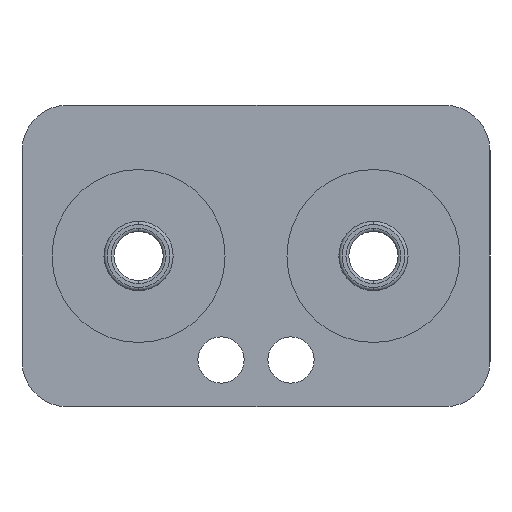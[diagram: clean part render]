
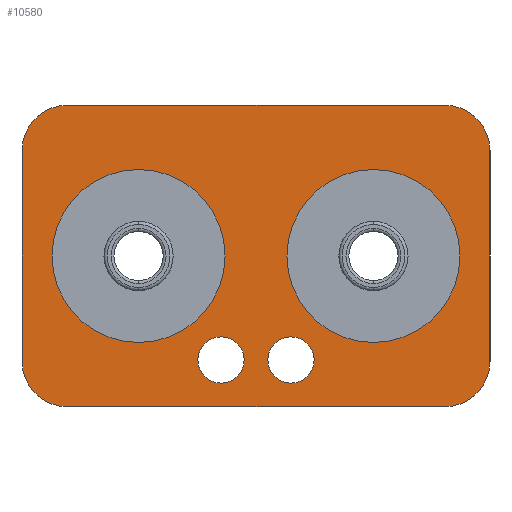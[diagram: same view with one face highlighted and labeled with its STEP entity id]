
A CAD part, left-side view. The second image highlights one B-rep face of the part: STEP entity #10580.
In plain terms, the highlighted planar face has unit normal (-1, 0, 0).
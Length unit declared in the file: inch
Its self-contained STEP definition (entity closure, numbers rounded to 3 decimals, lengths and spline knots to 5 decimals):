
#150 = CIRCLE ( 'NONE', #15395, 0.05 ) ;
#440 = DIRECTION ( 'NONE',  ( 0., 0., 1. ) ) ;
#497 = DIRECTION ( 'NONE',  ( 1., 0., 0. ) ) ;
#556 = CIRCLE ( 'NONE', #10090, 0.18701 ) ;
#561 = DIRECTION ( 'NONE',  ( -1., 0., 0. ) ) ;
#684 = CARTESIAN_POINT ( 'NONE',  ( -2.14508, -0.40748, 0.22756 ) ) ;
#948 = FACE_BOUND ( 'NONE', #2299, .T. ) ;
#1090 = EDGE_CURVE ( 'NONE', #17091, #15165, #10087, .T. ) ;
#1266 = LINE ( 'NONE', #19290, #9979 ) ;
#1323 = CARTESIAN_POINT ( 'NONE',  ( -2.14508, -0.25394, -0.18701 ) ) ;
#1640 = DIRECTION ( 'NONE',  ( -1., 0., 0. ) ) ;
#1702 = EDGE_LOOP ( 'NONE', ( #3318, #8424 ) ) ;
#2011 = EDGE_LOOP ( 'NONE', ( #8928, #10005 ) ) ;
#2210 = DIRECTION ( 'NONE',  ( 0., 0., 1. ) ) ;
#2223 = DIRECTION ( 'NONE',  ( -1., 0., 0. ) ) ;
#2299 = EDGE_LOOP ( 'NONE', ( #18887, #4587 ) ) ;
#2382 = VERTEX_POINT ( 'NONE', #20373 ) ;
#2573 = CIRCLE ( 'NONE', #15905, 0.09843 ) ;
#2800 = DIRECTION ( 'NONE',  ( 1., 0., 0. ) ) ;
#3201 = DIRECTION ( 'NONE',  ( -1., 0., 0. ) ) ;
#3307 = DIRECTION ( 'NONE',  ( 0., 0., -1. ) ) ;
#3318 = ORIENTED_EDGE ( 'NONE', *, *, #7189, .F. ) ;
#3405 = VERTEX_POINT ( 'NONE', #18652 ) ;
#3456 = AXIS2_PLACEMENT_3D ( 'NONE', #14700, #9628, #11356 ) ;
#3547 = CARTESIAN_POINT ( 'NONE',  ( -2.14508, 0.50591, -0.22756 ) ) ;
#3585 = CARTESIAN_POINT ( 'NONE',  ( -2.14508, -0.40748, 0.32598 ) ) ;
#4274 = VERTEX_POINT ( 'NONE', #5546 ) ;
#4323 = ORIENTED_EDGE ( 'NONE', *, *, #1090, .T. ) ;
#4587 = ORIENTED_EDGE ( 'NONE', *, *, #14155, .T. ) ;
#4747 = CARTESIAN_POINT ( 'NONE',  ( -2.14508, 0.07559, -0.2248 ) ) ;
#4749 = CARTESIAN_POINT ( 'NONE',  ( -2.14508, 0.50591, 0.32598 ) ) ;
#4910 = DIRECTION ( 'NONE',  ( -1., 0., 0. ) ) ;
#5385 = ORIENTED_EDGE ( 'NONE', *, *, #6899, .T. ) ;
#5546 = CARTESIAN_POINT ( 'NONE',  ( -2.14508, -0.25394, 0.18701 ) ) ;
#5788 = DIRECTION ( 'NONE',  ( -1., 0., 0. ) ) ;
#5818 = CARTESIAN_POINT ( 'NONE',  ( -2.14508, -0.07559, -0.2748 ) ) ;
#5894 = VERTEX_POINT ( 'NONE', #15268 ) ;
#6041 = DIRECTION ( 'NONE',  ( 0., 0., -1. ) ) ;
#6432 = PLANE ( 'NONE',  #3456 ) ;
#6507 = CARTESIAN_POINT ( 'NONE',  ( -2.14508, 0.07559, -0.2748 ) ) ;
#6579 = CARTESIAN_POINT ( 'NONE',  ( -2.14508, -0.25394, 0. ) ) ;
#6899 = EDGE_CURVE ( 'NONE', #19442, #9376, #15934, .T. ) ;
#7032 = AXIS2_PLACEMENT_3D ( 'NONE', #10237, #497, #8555 ) ;
#7149 = VERTEX_POINT ( 'NONE', #1323 ) ;
#7189 = EDGE_CURVE ( 'NONE', #7149, #4274, #556, .T. ) ;
#7253 = DIRECTION ( 'NONE',  ( 0., -1., 0. ) ) ;
#7312 = DIRECTION ( 'NONE',  ( 0., 0., 1. ) ) ;
#7806 = AXIS2_PLACEMENT_3D ( 'NONE', #20289, #18525, #7312 ) ;
#7877 = VECTOR ( 'NONE', #12765, 39.37008 ) ;
#8066 = ORIENTED_EDGE ( 'NONE', *, *, #9455, .F. ) ;
#8105 = CIRCLE ( 'NONE', #7032, 0.18701 ) ;
#8304 = DIRECTION ( 'NONE',  ( 0., 0., 1. ) ) ;
#8421 = CARTESIAN_POINT ( 'NONE',  ( -2.14508, -0.07559, -0.2248 ) ) ;
#8424 = ORIENTED_EDGE ( 'NONE', *, *, #15687, .F. ) ;
#8555 = DIRECTION ( 'NONE',  ( 0., 0., 1. ) ) ;
#8615 = CIRCLE ( 'NONE', #10327, 0.05 ) ;
#8757 = LINE ( 'NONE', #4749, #15432 ) ;
#8902 = EDGE_CURVE ( 'NONE', #17091, #2382, #1266, .T. ) ;
#8928 = ORIENTED_EDGE ( 'NONE', *, *, #15293, .F. ) ;
#9302 = CARTESIAN_POINT ( 'NONE',  ( -2.14508, 0.25394, 0.18701 ) ) ;
#9376 = VERTEX_POINT ( 'NONE', #18244 ) ;
#9455 = EDGE_CURVE ( 'NONE', #17301, #5894, #14540, .T. ) ;
#9628 = DIRECTION ( 'NONE',  ( -1., 0., 0. ) ) ;
#9874 = VERTEX_POINT ( 'NONE', #9302 ) ;
#9979 = VECTOR ( 'NONE', #6041, 39.37008 ) ;
#10005 = ORIENTED_EDGE ( 'NONE', *, *, #18698, .F. ) ;
#10087 = CIRCLE ( 'NONE', #10802, 0.09843 ) ;
#10090 = AXIS2_PLACEMENT_3D ( 'NONE', #21158, #3201, #20942 ) ;
#10237 = CARTESIAN_POINT ( 'NONE',  ( -2.14508, 0.25394, 0. ) ) ;
#10310 = CARTESIAN_POINT ( 'NONE',  ( -2.14508, -0.07559, -0.2248 ) ) ;
#10327 = AXIS2_PLACEMENT_3D ( 'NONE', #10310, #2223, #15082 ) ;
#10353 = VERTEX_POINT ( 'NONE', #13794 ) ;
#10552 = AXIS2_PLACEMENT_3D ( 'NONE', #8421, #1640, #3307 ) ;
#10580 = ADVANCED_FACE ( 'NONE', ( #19366, #17881, #948, #13532, #15032 ), #6432, .T. ) ;
#10667 = ORIENTED_EDGE ( 'NONE', *, *, #8902, .F. ) ;
#10679 = AXIS2_PLACEMENT_3D ( 'NONE', #14295, #2800, #14230 ) ;
#10802 = AXIS2_PLACEMENT_3D ( 'NONE', #684, #5788, #17213 ) ;
#10924 = EDGE_CURVE ( 'NONE', #3405, #19442, #11218, .T. ) ;
#11218 = LINE ( 'NONE', #15994, #7877 ) ;
#11356 = DIRECTION ( 'NONE',  ( 0., 0., 1. ) ) ;
#11920 = AXIS2_PLACEMENT_3D ( 'NONE', #6579, #18077, #19831 ) ;
#12175 = CARTESIAN_POINT ( 'NONE',  ( -2.14508, -0.40748, -0.22756 ) ) ;
#12416 = EDGE_LOOP ( 'NONE', ( #12944, #8066 ) ) ;
#12433 = ORIENTED_EDGE ( 'NONE', *, *, #16590, .T. ) ;
#12765 = DIRECTION ( 'NONE',  ( 0., 0., -1. ) ) ;
#12944 = ORIENTED_EDGE ( 'NONE', *, *, #19708, .F. ) ;
#12963 = VERTEX_POINT ( 'NONE', #17642 ) ;
#13109 = CIRCLE ( 'NONE', #10679, 0.18701 ) ;
#13381 = ORIENTED_EDGE ( 'NONE', *, *, #18181, .T. ) ;
#13430 = CARTESIAN_POINT ( 'NONE',  ( -2.14508, 0.40748, -0.22756 ) ) ;
#13532 = FACE_BOUND ( 'NONE', #1702, .T. ) ;
#13776 = EDGE_CURVE ( 'NONE', #20358, #15165, #8757, .T. ) ;
#13794 = CARTESIAN_POINT ( 'NONE',  ( -2.14508, 0.25394, -0.18701 ) ) ;
#14155 = EDGE_CURVE ( 'NONE', #10353, #9874, #13109, .T. ) ;
#14230 = DIRECTION ( 'NONE',  ( 0., 0., 1. ) ) ;
#14276 = VECTOR ( 'NONE', #7253, 39.37008 ) ;
#14295 = CARTESIAN_POINT ( 'NONE',  ( -2.14508, 0.25394, 0. ) ) ;
#14540 = CIRCLE ( 'NONE', #21028, 0.05 ) ;
#14700 = CARTESIAN_POINT ( 'NONE',  ( -2.14508, 0.50591, 0. ) ) ;
#14703 = VERTEX_POINT ( 'NONE', #5818 ) ;
#14738 = DIRECTION ( 'NONE',  ( 0., -1., 0. ) ) ;
#15032 = FACE_BOUND ( 'NONE', #2011, .T. ) ;
#15082 = DIRECTION ( 'NONE',  ( 0., 0., -1. ) ) ;
#15151 = AXIS2_PLACEMENT_3D ( 'NONE', #13430, #561, #2210 ) ;
#15165 = VERTEX_POINT ( 'NONE', #3585 ) ;
#15268 = CARTESIAN_POINT ( 'NONE',  ( -2.14508, 0.07559, -0.1748 ) ) ;
#15293 = EDGE_CURVE ( 'NONE', #14703, #16706, #20975, .T. ) ;
#15395 = AXIS2_PLACEMENT_3D ( 'NONE', #4747, #16115, #20849 ) ;
#15432 = VECTOR ( 'NONE', #14738, 39.37008 ) ;
#15628 = CIRCLE ( 'NONE', #7806, 0.09843 ) ;
#15687 = EDGE_CURVE ( 'NONE', #4274, #7149, #20459, .T. ) ;
#15747 = CARTESIAN_POINT ( 'NONE',  ( -2.14508, 0.40748, 0.32598 ) ) ;
#15829 = EDGE_LOOP ( 'NONE', ( #19018, #5385, #13381, #12433, #10667, #4323, #16777, #20844 ) ) ;
#15875 = CARTESIAN_POINT ( 'NONE',  ( -2.14508, -0.50591, 0.22756 ) ) ;
#15905 = AXIS2_PLACEMENT_3D ( 'NONE', #12175, #17115, #440 ) ;
#15934 = CIRCLE ( 'NONE', #15151, 0.09843 ) ;
#15994 = CARTESIAN_POINT ( 'NONE',  ( -2.14508, 0.50591, 0. ) ) ;
#16115 = DIRECTION ( 'NONE',  ( -1., 0., 0. ) ) ;
#16343 = CARTESIAN_POINT ( 'NONE',  ( -2.14508, 0.07559, -0.2248 ) ) ;
#16509 = EDGE_CURVE ( 'NONE', #20358, #3405, #15628, .T. ) ;
#16590 = EDGE_CURVE ( 'NONE', #12963, #2382, #2573, .T. ) ;
#16706 = VERTEX_POINT ( 'NONE', #19156 ) ;
#16777 = ORIENTED_EDGE ( 'NONE', *, *, #13776, .F. ) ;
#17091 = VERTEX_POINT ( 'NONE', #15875 ) ;
#17115 = DIRECTION ( 'NONE',  ( -1., 0., 0. ) ) ;
#17213 = DIRECTION ( 'NONE',  ( 0., 0., 1. ) ) ;
#17301 = VERTEX_POINT ( 'NONE', #6507 ) ;
#17642 = CARTESIAN_POINT ( 'NONE',  ( -2.14508, -0.40748, -0.32598 ) ) ;
#17881 = FACE_BOUND ( 'NONE', #12416, .T. ) ;
#18077 = DIRECTION ( 'NONE',  ( -1., 0., 0. ) ) ;
#18181 = EDGE_CURVE ( 'NONE', #9376, #12963, #20379, .T. ) ;
#18244 = CARTESIAN_POINT ( 'NONE',  ( -2.14508, 0.40748, -0.32598 ) ) ;
#18525 = DIRECTION ( 'NONE',  ( -1., 0., 0. ) ) ;
#18652 = CARTESIAN_POINT ( 'NONE',  ( -2.14508, 0.50591, 0.22756 ) ) ;
#18698 = EDGE_CURVE ( 'NONE', #16706, #14703, #8615, .T. ) ;
#18736 = EDGE_CURVE ( 'NONE', #9874, #10353, #8105, .T. ) ;
#18746 = CARTESIAN_POINT ( 'NONE',  ( -2.14508, 0.50591, -0.32598 ) ) ;
#18887 = ORIENTED_EDGE ( 'NONE', *, *, #18736, .T. ) ;
#19018 = ORIENTED_EDGE ( 'NONE', *, *, #10924, .T. ) ;
#19156 = CARTESIAN_POINT ( 'NONE',  ( -2.14508, -0.07559, -0.1748 ) ) ;
#19290 = CARTESIAN_POINT ( 'NONE',  ( -2.14508, -0.50591, 0. ) ) ;
#19366 = FACE_OUTER_BOUND ( 'NONE', #15829, .T. ) ;
#19442 = VERTEX_POINT ( 'NONE', #3547 ) ;
#19708 = EDGE_CURVE ( 'NONE', #5894, #17301, #150, .T. ) ;
#19831 = DIRECTION ( 'NONE',  ( 0., 0., 1. ) ) ;
#20289 = CARTESIAN_POINT ( 'NONE',  ( -2.14508, 0.40748, 0.22756 ) ) ;
#20358 = VERTEX_POINT ( 'NONE', #15747 ) ;
#20373 = CARTESIAN_POINT ( 'NONE',  ( -2.14508, -0.50591, -0.22756 ) ) ;
#20379 = LINE ( 'NONE', #18746, #14276 ) ;
#20459 = CIRCLE ( 'NONE', #11920, 0.18701 ) ;
#20844 = ORIENTED_EDGE ( 'NONE', *, *, #16509, .T. ) ;
#20849 = DIRECTION ( 'NONE',  ( 0., 0., 1. ) ) ;
#20942 = DIRECTION ( 'NONE',  ( 0., 0., 1. ) ) ;
#20975 = CIRCLE ( 'NONE', #10552, 0.05 ) ;
#21028 = AXIS2_PLACEMENT_3D ( 'NONE', #16343, #4910, #8304 ) ;
#21158 = CARTESIAN_POINT ( 'NONE',  ( -2.14508, -0.25394, 0. ) ) ;
